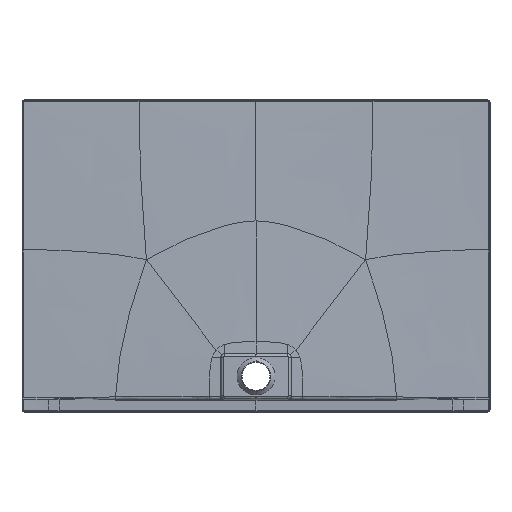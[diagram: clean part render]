
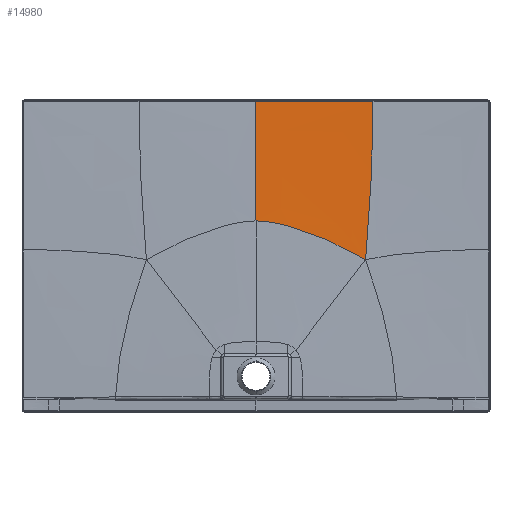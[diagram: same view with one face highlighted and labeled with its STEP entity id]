
A CAD part, front view. The second image highlights one B-rep face of the part: STEP entity #14980.
In plain terms, the highlighted free-form (B-spline) face has degree [3, 3] with [8, 10] control points.
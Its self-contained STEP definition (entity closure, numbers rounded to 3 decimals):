
#3233=CARTESIAN_POINT('',(351.364,-10.079,488.367));
#3235=CARTESIAN_POINT('',(0.,-11.849,
612.568));
#3236=CARTESIAN_POINT('',(24.516,-11.849,612.568));
#3237=CARTESIAN_POINT('',(76.459,-11.722,605.2));
#3238=CARTESIAN_POINT('',(161.504,-11.31,578.646));
#3239=CARTESIAN_POINT('',(237.568,-10.904,548.658));
#3240=CARTESIAN_POINT('',(301.661,-10.492,517.796));
#3241=CARTESIAN_POINT('',(334.692,-10.229,498.883));
#3242=CARTESIAN_POINT('',(351.364,-10.079,488.367));
#3876=CARTESIAN_POINT('',(374.997,-3.052,994.979));
#3899=CARTESIAN_POINT('',(-0.008,-3.116,
994.954));
#3900=CARTESIAN_POINT('',(24.272,-3.116,994.954));
#3901=CARTESIAN_POINT('',(71.075,-3.113,994.955));
#3902=CARTESIAN_POINT('',(135.214,-3.104,994.959));
#3903=CARTESIAN_POINT('',(195.508,-3.093,994.963));
#3904=CARTESIAN_POINT('',(255.906,-3.08,994.968));
#3905=CARTESIAN_POINT('',(316.488,-3.065,994.974));
#3906=CARTESIAN_POINT('',(355.626,-3.056,994.977));
#3907=CARTESIAN_POINT('',(374.997,-3.052,994.979));
#3909=CARTESIAN_POINT('',(374.997,-3.052,994.979));
#3910=CARTESIAN_POINT('',(374.954,-3.41,960.57));
#3911=CARTESIAN_POINT('',(373.876,-4.274,888.904));
#3912=CARTESIAN_POINT('',(371.288,-5.628,791.187));
#3913=CARTESIAN_POINT('',(368.237,-6.864,703.41));
#3914=CARTESIAN_POINT('',(364.917,-7.859,633.555));
#3915=CARTESIAN_POINT('',(360.606,-8.748,572.982));
#3916=CARTESIAN_POINT('',(355.814,-9.496,524.382));
#3917=CARTESIAN_POINT('',(352.931,-9.883,500.296));
#3918=CARTESIAN_POINT('',(351.364,-10.079,488.367));
#3920=DIRECTION('',(0.,-0.023,-1.));
#3921=VECTOR('',#3920,382.486);
#3922=CARTESIAN_POINT('',(-0.008,-3.116,
994.954));
#3923=LINE('',#3922,#3921);
#4444=VERTEX_POINT('',#3233);
#4557=VERTEX_POINT('',#3876);
#4579=CARTESIAN_POINT('',(0.,-11.849,
612.568));
#4581=VERTEX_POINT('',#4579);
#4582=CARTESIAN_POINT('',(-0.008,-3.116,
994.954));
#4583=VERTEX_POINT('',#4582);
#14891=CARTESIAN_POINT('',(-3.835,-3.013,
999.462));
#14892=CARTESIAN_POINT('',(-3.835,-3.746,
967.373));
#14893=CARTESIAN_POINT('',(-3.767,-5.216,
902.99));
#14894=CARTESIAN_POINT('',(-3.552,-7.055,
822.461));
#14895=CARTESIAN_POINT('',(-3.352,-8.53,
757.874));
#14896=CARTESIAN_POINT('',(-3.207,-9.636,
709.433));
#14897=CARTESIAN_POINT('',(-3.103,-10.558,
669.065));
#14898=CARTESIAN_POINT('',(-3.036,-11.322,
635.639));
#14899=CARTESIAN_POINT('',(-3.009,-11.716,
618.36));
#14900=CARTESIAN_POINT('',(-2.997,-11.926,
609.155));
#14901=CARTESIAN_POINT('',(28.693,-3.013,
999.463));
#14902=CARTESIAN_POINT('',(28.691,-3.747,
967.377));
#14903=CARTESIAN_POINT('',(28.181,-5.219,
903.008));
#14904=CARTESIAN_POINT('',(26.566,-7.061,
822.521));
#14905=CARTESIAN_POINT('',(25.058,-8.536,
757.993));
#14906=CARTESIAN_POINT('',(23.956,-9.643,
709.61));
#14907=CARTESIAN_POINT('',(23.172,-10.565,
669.299));
#14908=CARTESIAN_POINT('',(22.661,-11.328,
635.921));
#14909=CARTESIAN_POINT('',(22.452,-11.722,
618.668));
#14910=CARTESIAN_POINT('',(22.358,-11.932,
609.476));
#14911=CARTESIAN_POINT('',(92.472,-3.013,
999.458));
#14912=CARTESIAN_POINT('',(92.464,-3.721,
967.27));
#14913=CARTESIAN_POINT('',(90.893,-5.143,
902.6));
#14914=CARTESIAN_POINT('',(86.136,-6.935,
821.134));
#14915=CARTESIAN_POINT('',(81.939,-8.388,
755.233));
#14916=CARTESIAN_POINT('',(79.019,-9.489,
705.518));
#14917=CARTESIAN_POINT('',(77.077,-10.417,
663.898));
#14918=CARTESIAN_POINT('',(75.885,-11.19,
629.389));
#14919=CARTESIAN_POINT('',(75.426,-11.592,
611.555));
#14920=CARTESIAN_POINT('',(75.223,-11.806,
602.06));
#14921=CARTESIAN_POINT('',(187.5,-3.011,
999.443));
#14922=CARTESIAN_POINT('',(187.488,-3.621,
966.957));
#14923=CARTESIAN_POINT('',(184.871,-4.865,
901.359));
#14924=CARTESIAN_POINT('',(177.341,-6.495,
816.479));
#14925=CARTESIAN_POINT('',(171.042,-7.882,
745.554));
#14926=CARTESIAN_POINT('',(166.829,-8.97,
690.885));
#14927=CARTESIAN_POINT('',(164.122,-9.922,
644.311));
#14928=CARTESIAN_POINT('',(162.423,-10.735,
605.47));
#14929=CARTESIAN_POINT('',(161.716,-11.164,
585.38));
#14930=CARTESIAN_POINT('',(161.377,-11.395,
574.709));
#14931=CARTESIAN_POINT('',(265.625,-3.009,
999.421));
#14932=CARTESIAN_POINT('',(265.613,-3.516,
966.349));
#14933=CARTESIAN_POINT('',(263.026,-4.592,
899.256));
#14934=CARTESIAN_POINT('',(255.802,-6.096,
810.202));
#14935=CARTESIAN_POINT('',(249.682,-7.43,
733.605));
#14936=CARTESIAN_POINT('',(245.358,-8.506,
673.514));
#14937=CARTESIAN_POINT('',(242.103,-9.47,
621.701));
#14938=CARTESIAN_POINT('',(239.465,-10.307,
578.43));
#14939=CARTESIAN_POINT('',(238.066,-10.753,
556.117));
#14940=CARTESIAN_POINT('',(237.279,-10.993,
544.295));
#14941=CARTESIAN_POINT('',(329.121,-3.008,
999.389));
#14942=CARTESIAN_POINT('',(329.114,-3.432,
965.093));
#14943=CARTESIAN_POINT('',(327.23,-4.389,
895.304));
#14944=CARTESIAN_POINT('',(322.182,-5.816,
801.137));
#14945=CARTESIAN_POINT('',(317.521,-7.103,
718.664));
#14946=CARTESIAN_POINT('',(313.657,-8.146,
653.323));
#14947=CARTESIAN_POINT('',(309.818,-9.084,
596.715));
#14948=CARTESIAN_POINT('',(305.914,-9.901,
549.576));
#14949=CARTESIAN_POINT('',(303.547,-10.337,
525.353));
#14950=CARTESIAN_POINT('',(302.184,-10.572,
512.591));
#14951=CARTESIAN_POINT('',(361.367,-3.007,
999.366));
#14952=CARTESIAN_POINT('',(361.364,-3.391,
964.07));
#14953=CARTESIAN_POINT('',(360.029,-4.292,
892.154));
#14954=CARTESIAN_POINT('',(356.634,-5.684,
794.525));
#14955=CARTESIAN_POINT('',(353.079,-6.938,
708.442));
#14956=CARTESIAN_POINT('',(349.591,-7.95,
640.006));
#14957=CARTESIAN_POINT('',(345.431,-8.856,
580.672));
#14958=CARTESIAN_POINT('',(340.772,-9.646,
531.34));
#14959=CARTESIAN_POINT('',(337.892,-10.068,
506.09));
#14960=CARTESIAN_POINT('',(336.173,-10.296,
492.748));
#14961=CARTESIAN_POINT('',(377.989,-3.007,
999.352));
#14962=CARTESIAN_POINT('',(377.987,-3.37,
963.419));
#14963=CARTESIAN_POINT('',(376.963,-4.243,
890.16));
#14964=CARTESIAN_POINT('',(374.499,-5.615,
790.464));
#14965=CARTESIAN_POINT('',(371.558,-6.848,
702.318));
#14966=CARTESIAN_POINT('',(368.274,-7.839,
632.154));
#14967=CARTESIAN_POINT('',(363.931,-8.724,
571.311));
#14968=CARTESIAN_POINT('',(358.905,-9.496,
520.796));
#14969=CARTESIAN_POINT('',(355.731,-9.909,
494.927));
#14970=CARTESIAN_POINT('',(353.879,-10.133,
481.315));
#14971=B_SPLINE_SURFACE_WITH_KNOTS('',3,3,((#14891,#14892,#14893,#14894,#14895,
#14896,#14897,#14898,#14899,#14900),(#14901,#14902,#14903,#14904,#14905,#14906,
#14907,#14908,#14909,#14910),(#14911,#14912,#14913,#14914,#14915,#14916,#14917,
#14918,#14919,#14920),(#14921,#14922,#14923,#14924,#14925,#14926,#14927,#14928,
#14929,#14930),(#14931,#14932,#14933,#14934,#14935,#14936,#14937,#14938,#14939,
#14940),(#14941,#14942,#14943,#14944,#14945,#14946,#14947,#14948,#14949,#14950),
(#14951,#14952,#14953,#14954,#14955,#14956,#14957,#14958,#14959,#14960),(#14961,
#14962,#14963,#14964,#14965,#14966,#14967,#14968,#14969,#14970)),.UNSPECIFIED.,
.F.,.F.,.F.,(4,1,1,1,1,4),(4,1,1,1,1,1,1,4),(-0.005,0.125,0.25,
0.375,0.438,0.504),(0.001,0.125,0.25,0.313,
0.375,0.438,0.469,0.504),.UNSPECIFIED.);
#14973=ORIENTED_EDGE('',*,*,#14972,.F.);
#14975=ORIENTED_EDGE('',*,*,#14974,.T.);
#14976=ORIENTED_EDGE('',*,*,#14882,.T.);
#14977=ORIENTED_EDGE('',*,*,#13316,.F.);
#14978=EDGE_LOOP('',(#14973,#14975,#14976,#14977));
#14979=FACE_OUTER_BOUND('',#14978,.F.);
#14980=ADVANCED_FACE('',(#14979),#14971,.F.);
#3243=B_SPLINE_CURVE_WITH_KNOTS('',3,(#3235,#3236,#3237,#3238,#3239,#3240,#3241,
#3242),.UNSPECIFIED.,.F.,.F.,(4,1,1,1,1,4),(0.,0.25,0.5,0.75,0.875,
1.),.UNSPECIFIED.);
#3908=B_SPLINE_CURVE_WITH_KNOTS('',3,(#3899,#3900,#3901,#3902,#3903,#3904,#3905,
#3906,#3907),.UNSPECIFIED.,.F.,.F.,(4,1,1,1,1,1,4),(0.,0.167,
0.333,0.5,0.667,0.833,1.),
.UNSPECIFIED.);
#3919=B_SPLINE_CURVE_WITH_KNOTS('',3,(#3909,#3910,#3911,#3912,#3913,#3914,#3915,
#3916,#3917,#3918),.UNSPECIFIED.,.F.,.F.,(4,1,1,1,1,1,1,4),(0.,
0.241,0.494,0.621,0.747,
0.874,0.937,1.),.UNSPECIFIED.);
#13316=EDGE_CURVE('',#4581,#4444,#3243,.T.);
#14882=EDGE_CURVE('',#4557,#4444,#3919,.T.);
#14972=EDGE_CURVE('',#4583,#4581,#3923,.T.);
#14974=EDGE_CURVE('',#4583,#4557,#3908,.T.);
